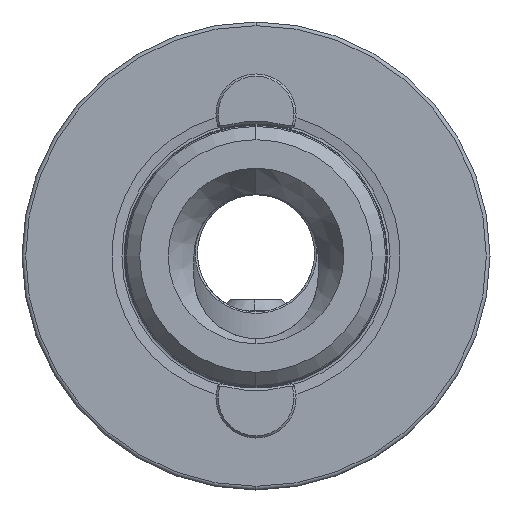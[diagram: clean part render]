
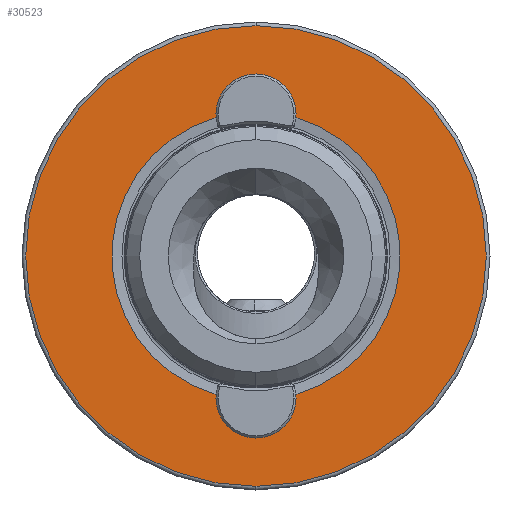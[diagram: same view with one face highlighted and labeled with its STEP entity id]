
A CAD part, left-side view. The second image highlights one B-rep face of the part: STEP entity #30523.
In plain terms, the highlighted planar face has unit normal (-1, 0, 0).
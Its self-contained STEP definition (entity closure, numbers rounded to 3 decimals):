
#565 = CARTESIAN_POINT ( 'NONE',  ( 0., 2.305, 19.58 ) ) ;
#1729 = EDGE_CURVE ( 'NONE', #7865, #17218, #30973, .T. ) ;
#1918 = DIRECTION ( 'NONE',  ( 0., 0., -1. ) ) ;
#2005 = CIRCLE ( 'NONE', #16358, 31.5 ) ;
#2055 = CARTESIAN_POINT ( 'NONE',  ( 0., 0., 21.5 ) ) ;
#2165 = CIRCLE ( 'NONE', #23092, 3. ) ;
#2488 = EDGE_CURVE ( 'NONE', #3656, #7865, #28916, .T. ) ;
#3025 = FACE_OUTER_BOUND ( 'NONE', #18075, .T. ) ;
#3385 = VERTEX_POINT ( 'NONE', #21561 ) ;
#3656 = VERTEX_POINT ( 'NONE', #6891 ) ;
#4055 = EDGE_CURVE ( 'NONE', #3385, #4974, #2005, .T. ) ;
#4226 = DIRECTION ( 'NONE',  ( -1., 0., 0. ) ) ;
#4582 = DIRECTION ( 'NONE',  ( 0., 0., 1. ) ) ;
#4974 = VERTEX_POINT ( 'NONE', #13115 ) ;
#5202 = CARTESIAN_POINT ( 'NONE',  ( 0., 0., -21.5 ) ) ;
#5662 = CARTESIAN_POINT ( 'NONE',  ( 0., 0., 0. ) ) ;
#6891 = CARTESIAN_POINT ( 'NONE',  ( 0., -2.305, -19.58 ) ) ;
#7734 = DIRECTION ( 'NONE',  ( 0., 0., 1. ) ) ;
#7865 = VERTEX_POINT ( 'NONE', #20300 ) ;
#8211 = DIRECTION ( 'NONE',  ( 0., 0., 1. ) ) ;
#8845 = CARTESIAN_POINT ( 'NONE',  ( 0., 0., 0. ) ) ;
#9135 = CARTESIAN_POINT ( 'NONE',  ( 0., 0., 0. ) ) ;
#9630 = CARTESIAN_POINT ( 'NONE',  ( 0., 0., -24.5 ) ) ;
#9737 = FACE_BOUND ( 'NONE', #16177, .T. ) ;
#10394 = ORIENTED_EDGE ( 'NONE', *, *, #1729, .F. ) ;
#10779 = AXIS2_PLACEMENT_3D ( 'NONE', #19361, #4226, #21894 ) ;
#11364 = DIRECTION ( 'NONE',  ( 0., 0., 1. ) ) ;
#11465 = AXIS2_PLACEMENT_3D ( 'NONE', #5662, #23341, #8211 ) ;
#11671 = DIRECTION ( 'NONE',  ( 0., 0., 1. ) ) ;
#11844 = ORIENTED_EDGE ( 'NONE', *, *, #23758, .F. ) ;
#11921 = DIRECTION ( 'NONE',  ( -1., 0., 0. ) ) ;
#12005 = DIRECTION ( 'NONE',  ( -1., 0., 0. ) ) ;
#12961 = AXIS2_PLACEMENT_3D ( 'NONE', #2055, #19722, #4582 ) ;
#13115 = CARTESIAN_POINT ( 'NONE',  ( 0., 0., -31.5 ) ) ;
#14135 = ORIENTED_EDGE ( 'NONE', *, *, #2488, .F. ) ;
#15189 = VERTEX_POINT ( 'NONE', #9630 ) ;
#15740 = ORIENTED_EDGE ( 'NONE', *, *, #31143, .F. ) ;
#16177 = EDGE_LOOP ( 'NONE', ( #11844, #24683, #10394, #14135, #15740, #29214 ) ) ;
#16358 = AXIS2_PLACEMENT_3D ( 'NONE', #8845, #26510, #11364 ) ;
#16686 = CIRCLE ( 'NONE', #12961, 3. ) ;
#17047 = DIRECTION ( 'NONE',  ( 1., 0., 0. ) ) ;
#17218 = VERTEX_POINT ( 'NONE', #19719 ) ;
#18075 = EDGE_LOOP ( 'NONE', ( #29174, #31715 ) ) ;
#19173 = CIRCLE ( 'NONE', #23734, 3. ) ;
#19361 = CARTESIAN_POINT ( 'NONE',  ( 0., 0., 21.5 ) ) ;
#19719 = CARTESIAN_POINT ( 'NONE',  ( 0., 0., 24.5 ) ) ;
#19722 = DIRECTION ( 'NONE',  ( -1., 0., 0. ) ) ;
#20300 = CARTESIAN_POINT ( 'NONE',  ( 0., -2.305, 19.58 ) ) ;
#21390 = EDGE_CURVE ( 'NONE', #4974, #3385, #24992, .T. ) ;
#21561 = CARTESIAN_POINT ( 'NONE',  ( 0., 0., 31.5 ) ) ;
#21604 = AXIS2_PLACEMENT_3D ( 'NONE', #22013, #17047, #1918 ) ;
#21894 = DIRECTION ( 'NONE',  ( 0., 0., 1. ) ) ;
#22013 = CARTESIAN_POINT ( 'NONE',  ( 0., 0., -19.715 ) ) ;
#22831 = EDGE_CURVE ( 'NONE', #25685, #15189, #19173, .T. ) ;
#22864 = DIRECTION ( 'NONE',  ( -1., 0., 0. ) ) ;
#23092 = AXIS2_PLACEMENT_3D ( 'NONE', #5202, #22864, #7734 ) ;
#23341 = DIRECTION ( 'NONE',  ( -1., 0., 0. ) ) ;
#23734 = AXIS2_PLACEMENT_3D ( 'NONE', #27066, #11921, #29602 ) ;
#23758 = EDGE_CURVE ( 'NONE', #30852, #25685, #25365, .T. ) ;
#24288 = EDGE_CURVE ( 'NONE', #17218, #30852, #16686, .T. ) ;
#24683 = ORIENTED_EDGE ( 'NONE', *, *, #24288, .F. ) ;
#24992 = CIRCLE ( 'NONE', #30080, 31.5 ) ;
#25365 = CIRCLE ( 'NONE', #11465, 19.715 ) ;
#25685 = VERTEX_POINT ( 'NONE', #31254 ) ;
#26510 = DIRECTION ( 'NONE',  ( -1., 0., 0. ) ) ;
#26798 = DIRECTION ( 'NONE',  ( -1., 0., 0. ) ) ;
#27066 = CARTESIAN_POINT ( 'NONE',  ( 0., 0., -21.5 ) ) ;
#27093 = PLANE ( 'NONE',  #21604 ) ;
#27150 = CARTESIAN_POINT ( 'NONE',  ( 0., 0., 0. ) ) ;
#28916 = CIRCLE ( 'NONE', #29854, 19.715 ) ;
#29174 = ORIENTED_EDGE ( 'NONE', *, *, #4055, .T. ) ;
#29214 = ORIENTED_EDGE ( 'NONE', *, *, #22831, .F. ) ;
#29602 = DIRECTION ( 'NONE',  ( 0., 0., 1. ) ) ;
#29696 = DIRECTION ( 'NONE',  ( 0., 0., 1. ) ) ;
#29854 = AXIS2_PLACEMENT_3D ( 'NONE', #27150, #12005, #29696 ) ;
#30080 = AXIS2_PLACEMENT_3D ( 'NONE', #9135, #26798, #11671 ) ;
#30523 = ADVANCED_FACE ( 'NONE', ( #9737, #3025 ), #27093, .F. ) ;
#30852 = VERTEX_POINT ( 'NONE', #565 ) ;
#30973 = CIRCLE ( 'NONE', #10779, 3. ) ;
#31143 = EDGE_CURVE ( 'NONE', #15189, #3656, #2165, .T. ) ;
#31254 = CARTESIAN_POINT ( 'NONE',  ( 0., 2.305, -19.58 ) ) ;
#31715 = ORIENTED_EDGE ( 'NONE', *, *, #21390, .T. ) ;
